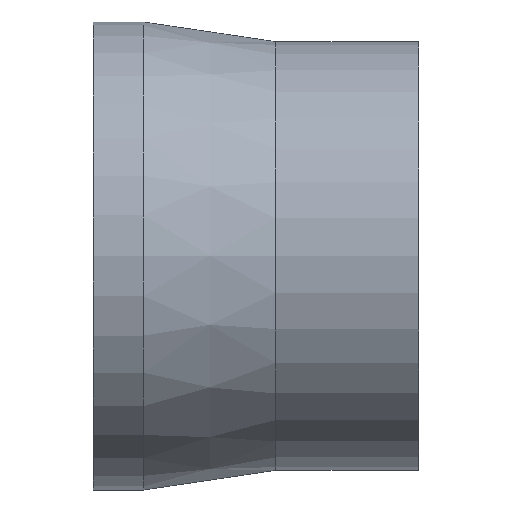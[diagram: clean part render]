
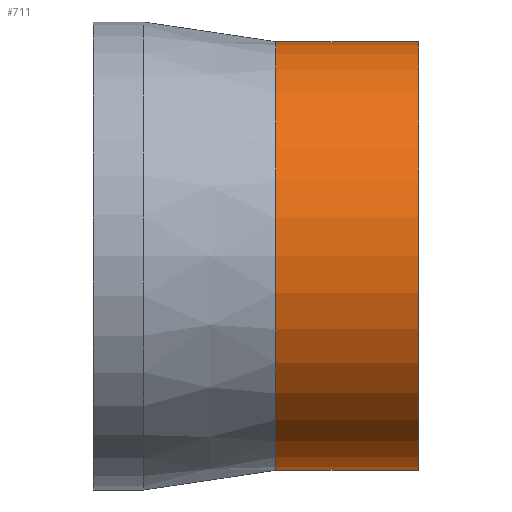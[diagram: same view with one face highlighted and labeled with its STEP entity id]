
A CAD part, top view. The second image highlights one B-rep face of the part: STEP entity #711.
In plain terms, the highlighted cylindrical face has radius 60 mm (diameter 120 mm), a partial arc.
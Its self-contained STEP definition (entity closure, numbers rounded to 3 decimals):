
#125 = EDGE_CURVE ( 'NONE', #2473, #1545, #1410, .T. ) ;
#264 = EDGE_CURVE ( 'NONE', #2464, #1945, #3331, .T. ) ;
#282 = DIRECTION ( 'NONE',  ( 1., 0., 0. ) ) ;
#294 = ORIENTED_EDGE ( 'NONE', *, *, #1613, .F. ) ;
#475 = ORIENTED_EDGE ( 'NONE', *, *, #264, .T. ) ;
#602 = LINE ( 'NONE', #1638, #2299 ) ;
#651 = DIRECTION ( 'NONE',  ( 0., 1., 0. ) ) ;
#711 = ADVANCED_FACE ( 'NONE', ( #999 ), #2364, .T. ) ;
#785 = DIRECTION ( 'NONE',  ( 1., 0., 0. ) ) ;
#999 = FACE_OUTER_BOUND ( 'NONE', #2329, .T. ) ;
#1150 = AXIS2_PLACEMENT_3D ( 'NONE', #3378, #2609, #1231 ) ;
#1182 = CARTESIAN_POINT ( 'NONE',  ( 1075.954, 0., 0. ) ) ;
#1193 = AXIS2_PLACEMENT_3D ( 'NONE', #3106, #3343, #1988 ) ;
#1231 = DIRECTION ( 'NONE',  ( 0., 1., 0. ) ) ;
#1410 = CIRCLE ( 'NONE', #1193, 60. ) ;
#1545 = VERTEX_POINT ( 'NONE', #2863 ) ;
#1613 = EDGE_CURVE ( 'NONE', #2464, #2473, #2799, .T. ) ;
#1638 = CARTESIAN_POINT ( 'NONE',  ( 1075.954, -60., 0. ) ) ;
#1945 = VERTEX_POINT ( 'NONE', #2611 ) ;
#1988 = DIRECTION ( 'NONE',  ( 0., 1., 0. ) ) ;
#2276 = DIRECTION ( 'NONE',  ( 1., 0., 0. ) ) ;
#2299 = VECTOR ( 'NONE', #282, 1000. ) ;
#2329 = EDGE_LOOP ( 'NONE', ( #475, #2838, #3306, #294 ) ) ;
#2364 = CYLINDRICAL_SURFACE ( 'NONE', #2911, 60. ) ;
#2464 = VERTEX_POINT ( 'NONE', #2832 ) ;
#2473 = VERTEX_POINT ( 'NONE', #3342 ) ;
#2609 = DIRECTION ( 'NONE',  ( 1., 0., 0. ) ) ;
#2611 = CARTESIAN_POINT ( 'NONE',  ( 31., -60., 0. ) ) ;
#2711 = VECTOR ( 'NONE', #785, 1000. ) ;
#2794 = EDGE_CURVE ( 'NONE', #1945, #1545, #602, .T. ) ;
#2799 = LINE ( 'NONE', #2989, #2711 ) ;
#2832 = CARTESIAN_POINT ( 'NONE',  ( 31., 60., 0. ) ) ;
#2838 = ORIENTED_EDGE ( 'NONE', *, *, #2794, .T. ) ;
#2863 = CARTESIAN_POINT ( 'NONE',  ( 71., -60., 0. ) ) ;
#2911 = AXIS2_PLACEMENT_3D ( 'NONE', #1182, #2276, #651 ) ;
#2989 = CARTESIAN_POINT ( 'NONE',  ( 1075.954, 60., 0. ) ) ;
#3106 = CARTESIAN_POINT ( 'NONE',  ( 71., 0., 0. ) ) ;
#3306 = ORIENTED_EDGE ( 'NONE', *, *, #125, .F. ) ;
#3331 = CIRCLE ( 'NONE', #1150, 60. ) ;
#3342 = CARTESIAN_POINT ( 'NONE',  ( 71., 60., 0. ) ) ;
#3343 = DIRECTION ( 'NONE',  ( 1., 0., 0. ) ) ;
#3378 = CARTESIAN_POINT ( 'NONE',  ( 31., 0., 0. ) ) ;
